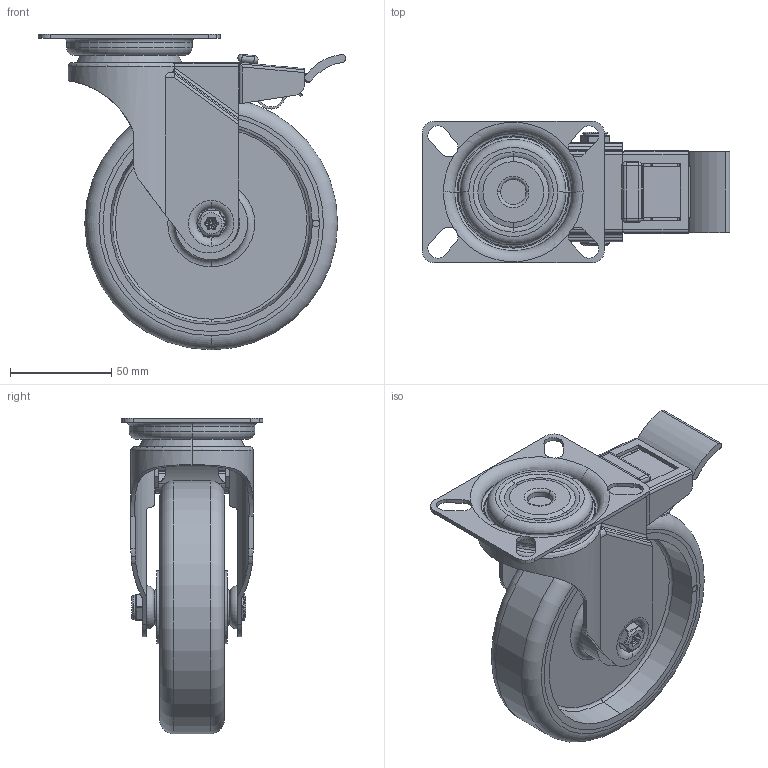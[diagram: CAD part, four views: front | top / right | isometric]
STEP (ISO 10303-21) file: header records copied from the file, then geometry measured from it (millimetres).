
FILE_DESCRIPTION(('STEP AP203'),'1');
FILE_NAME('BZM125GRECBJSWB.STEP','2023-05-23T13:08:24',(' '),(' '),'Spatial InterOp 3D',' ',' ');
FILE_SCHEMA(('CONFIG_CONTROL_DESIGN'));
Length unit declared in the file: metre
Products named in the file (27): BZM125ASSWB; ZINC PLATED PRESSED STEEL TOP PLATE; ZINC PLATED PRESSED STEEL FORKS; BLACK NYLON BRAKE PEDAL; ZINC PLATED PRESSED STEEL BRAKE; BRAKE PAD; BZM125GRECBJSWB; BZM125WGRECBJM10; 85 SHORE A ELECTRICALLY CONDUCTIVE RUBBER TYRE; NYLON RIM; NYLON RIM Geometry; SPOT; BEARING; INSIDE; OUTTER; Pattern; Component4; TUBEM10X37; ZINC PLATED AXLE TUBE; BOLTBZM8MM; ZINC PLATED AXLE BOLT; NYLOC NUT; NUT; RUBBER; NYLOCM8Z
Assembly tree (41 placements, depth 5):
  BZM125GRECBJSWB
    BZM125ASSWB
      ZINC PLATED PRESSED STEEL TOP PLATE
      ZINC PLATED PRESSED STEEL FORKS
      BLACK NYLON BRAKE PEDAL
      ZINC PLATED PRESSED STEEL BRAKE
      BRAKE PAD
    BZM125WGRECBJM10
      85 SHORE A ELECTRICALLY CONDUCTIVE RUBBER TYRE
      NYLON RIM
        NYLON RIM Geometry
        SPOT
      BEARING
        INSIDE
        OUTTER
        Pattern
          Component4  x7
      BEARING
        INSIDE
        OUTTER
        Pattern
          Component4  x7
    TUBEM10X37
      ZINC PLATED AXLE TUBE
    BOLTBZM8MM
      ZINC PLATED AXLE BOLT
    NYLOCM8Z
      NYLOC NUT
        NUT
        RUBBER
Bounding box: 152 x 70 x 156 mm (x, y, z)
Volume: 272023.5 mm3; surface area: 145833.8 mm2
Topology: 30 solids, 30 shells, 771 faces, 1944 edges, 1191 vertices
Faces by surface type: cylinder 323, plane 242, torus 114, sphere 64, bspline 18, cone 10
Entity records: 30140 total; most frequent: CARTESIAN_POINT 11164, DIRECTION 4010, ORIENTED_EDGE 3552, EDGE_CURVE 1776, AXIS2_PLACEMENT_3D 1611, VERTEX_POINT 1121, CIRCLE 821, LINE 788
